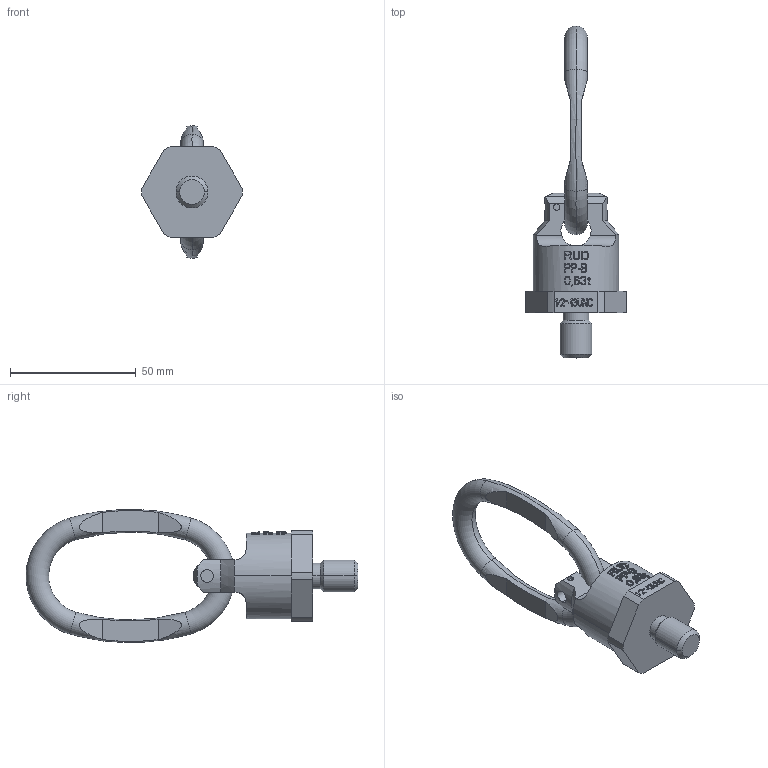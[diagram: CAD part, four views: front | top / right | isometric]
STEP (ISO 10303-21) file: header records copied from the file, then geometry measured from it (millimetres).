
FILE_DESCRIPTION((''),'2;1');
FILE_NAME('4PP-B-0_63T-1_2Z','2005-01-19T',('jakubetz'),(''),'PRO/ENGINEER BY PARAMETRIC TECHNOLOGY CORPORATION, 2001400','PRO/ENGINEER BY PARAMETRIC TECHNOLOGY CORPORATION, 2001400','');
FILE_SCHEMA(('CONFIG_CONTROL_DESIGN'));
Length unit declared in the file: millimetre
Products named in the file (1): 4PP-B-0_63T-1_2Z
Bounding box: 39.99 x 132 x 52.78 mm (x, y, z)
Volume: 43492.1 mm3; surface area: 14938.7 mm2
Topology: 3 solids, 3 shells, 660 faces, 1832 edges, 1216 vertices
Faces by surface type: plane 593, cylinder 51, cone 8, torus 8
Entity records: 22061 total; most frequent: CARTESIAN_POINT 5987, ORIENTED_EDGE 3664, DIRECTION 2798, EDGE_CURVE 1832, VERTEX_POINT 1216, VECTOR 1118, LINE 1118, AXIS2_PLACEMENT_3D 840
